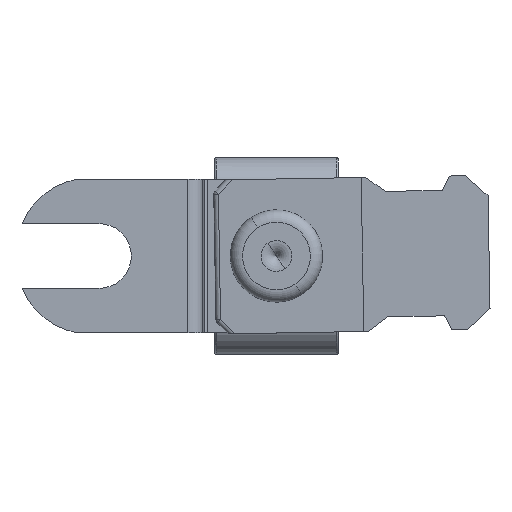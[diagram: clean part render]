
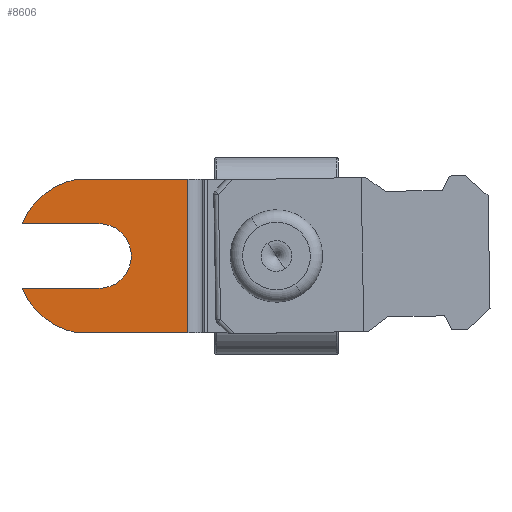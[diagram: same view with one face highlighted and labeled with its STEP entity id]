
A CAD part, front view. The second image highlights one B-rep face of the part: STEP entity #8606.
In plain terms, the highlighted planar face has unit normal (0, -1, 0).
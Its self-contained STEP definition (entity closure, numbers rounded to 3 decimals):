
#564 = CARTESIAN_POINT ( 'NONE',  ( 5., 0., -5. ) ) ;
#610 = ORIENTED_EDGE ( 'NONE', *, *, #1843, .F. ) ;
#720 = VECTOR ( 'NONE', #5787, 1000. ) ;
#1033 = VERTEX_POINT ( 'NONE', #11109 ) ;
#1683 = DIRECTION ( 'NONE',  ( 0., 1., 0. ) ) ;
#1843 = EDGE_CURVE ( 'NONE', #8727, #10521, #12422, .T. ) ;
#2030 = ORIENTED_EDGE ( 'NONE', *, *, #7408, .F. ) ;
#3057 = EDGE_CURVE ( 'NONE', #3596, #11012, #10604, .T. ) ;
#3110 = CARTESIAN_POINT ( 'NONE',  ( 9.627, 0., 0. ) ) ;
#3596 = VERTEX_POINT ( 'NONE', #10032 ) ;
#3726 = DIRECTION ( 'NONE',  ( 0., -1., 0. ) ) ;
#4368 = CIRCLE ( 'NONE', #10087, 4.8 ) ;
#4472 = CARTESIAN_POINT ( 'NONE',  ( 5., 0., -2.9 ) ) ;
#4502 = EDGE_CURVE ( 'NONE', #10521, #3596, #4581, .T. ) ;
#4581 = LINE ( 'NONE', #11107, #5120 ) ;
#4770 = CARTESIAN_POINT ( 'NONE',  ( 4.438, 0., -5.272 ) ) ;
#4788 = DIRECTION ( 'NONE',  ( 0., 0., -1. ) ) ;
#4925 = LINE ( 'NONE', #13825, #12330 ) ;
#5120 = VECTOR ( 'NONE', #10176, 1000. ) ;
#5434 = CARTESIAN_POINT ( 'NONE',  ( 3.61, 0., -10. ) ) ;
#5787 = DIRECTION ( 'NONE',  ( 1., 0., 0. ) ) ;
#5849 = LINE ( 'NONE', #11462, #720 ) ;
#6192 = VECTOR ( 'NONE', #10754, 1000. ) ;
#6213 = AXIS2_PLACEMENT_3D ( 'NONE', #564, #3726, #4788 ) ;
#6324 = VERTEX_POINT ( 'NONE', #13769 ) ;
#6424 = DIRECTION ( 'NONE',  ( 0., -1., 0. ) ) ;
#6623 = EDGE_CURVE ( 'NONE', #11053, #1033, #4368, .T. ) ;
#7408 = EDGE_CURVE ( 'NONE', #11012, #6324, #12904, .T. ) ;
#7435 = CARTESIAN_POINT ( 'NONE',  ( 10.781, 0., -10. ) ) ;
#7718 = FACE_OUTER_BOUND ( 'NONE', #9517, .T. ) ;
#7756 = ORIENTED_EDGE ( 'NONE', *, *, #3057, .F. ) ;
#7918 = EDGE_CURVE ( 'NONE', #9331, #6324, #11271, .T. ) ;
#8002 = DIRECTION ( 'NONE',  ( 0., 0., -1. ) ) ;
#8169 = CARTESIAN_POINT ( 'NONE',  ( 10.781, 0., -10. ) ) ;
#8291 = ORIENTED_EDGE ( 'NONE', *, *, #10894, .F. ) ;
#8606 = ADVANCED_FACE ( 'NONE', ( #7718 ), #12089, .T. ) ;
#8727 = VERTEX_POINT ( 'NONE', #11287 ) ;
#8968 = EDGE_CURVE ( 'NONE', #11053, #9331, #5849, .T. ) ;
#8988 = AXIS2_PLACEMENT_3D ( 'NONE', #13449, #1683, #12399 ) ;
#9172 = AXIS2_PLACEMENT_3D ( 'NONE', #9807, #6424, #12027 ) ;
#9331 = VERTEX_POINT ( 'NONE', #7435 ) ;
#9396 = DIRECTION ( 'NONE',  ( 1., 0., 0. ) ) ;
#9517 = EDGE_LOOP ( 'NONE', ( #9643, #12981, #13719, #2030, #7756, #13368, #610, #8291 ) ) ;
#9643 = ORIENTED_EDGE ( 'NONE', *, *, #6623, .F. ) ;
#9807 = CARTESIAN_POINT ( 'NONE',  ( 9.627, 0., -10. ) ) ;
#10032 = CARTESIAN_POINT ( 'NONE',  ( 0., 0., -2.9 ) ) ;
#10087 = AXIS2_PLACEMENT_3D ( 'NONE', #4770, #13728, #8002 ) ;
#10176 = DIRECTION ( 'NONE',  ( -1., 0., 0. ) ) ;
#10521 = VERTEX_POINT ( 'NONE', #4472 ) ;
#10604 = CIRCLE ( 'NONE', #8988, 4.8 ) ;
#10754 = DIRECTION ( 'NONE',  ( 1., 0., 0. ) ) ;
#10894 = EDGE_CURVE ( 'NONE', #1033, #8727, #4925, .T. ) ;
#11012 = VERTEX_POINT ( 'NONE', #11986 ) ;
#11053 = VERTEX_POINT ( 'NONE', #5434 ) ;
#11107 = CARTESIAN_POINT ( 'NONE',  ( 9.627, 0., -2.9 ) ) ;
#11109 = CARTESIAN_POINT ( 'NONE',  ( 0., 0., -7.1 ) ) ;
#11271 = LINE ( 'NONE', #8169, #12825 ) ;
#11287 = CARTESIAN_POINT ( 'NONE',  ( 5., 0., -7.1 ) ) ;
#11462 = CARTESIAN_POINT ( 'NONE',  ( 0., 0., -10. ) ) ;
#11986 = CARTESIAN_POINT ( 'NONE',  ( 3.61, 0., 0. ) ) ;
#12027 = DIRECTION ( 'NONE',  ( 0., 0., -1. ) ) ;
#12089 = PLANE ( 'NONE',  #9172 ) ;
#12330 = VECTOR ( 'NONE', #9396, 1000. ) ;
#12399 = DIRECTION ( 'NONE',  ( 0., 0., -1. ) ) ;
#12422 = CIRCLE ( 'NONE', #6213, 2.1 ) ;
#12559 = DIRECTION ( 'NONE',  ( 0., 0., 1. ) ) ;
#12825 = VECTOR ( 'NONE', #12559, 1000. ) ;
#12904 = LINE ( 'NONE', #3110, #6192 ) ;
#12981 = ORIENTED_EDGE ( 'NONE', *, *, #8968, .T. ) ;
#13368 = ORIENTED_EDGE ( 'NONE', *, *, #4502, .F. ) ;
#13449 = CARTESIAN_POINT ( 'NONE',  ( 4.438, 0., -4.728 ) ) ;
#13719 = ORIENTED_EDGE ( 'NONE', *, *, #7918, .T. ) ;
#13728 = DIRECTION ( 'NONE',  ( 0., 1., 0. ) ) ;
#13769 = CARTESIAN_POINT ( 'NONE',  ( 10.781, 0., 0. ) ) ;
#13825 = CARTESIAN_POINT ( 'NONE',  ( 9.627, 0., -7.1 ) ) ;
